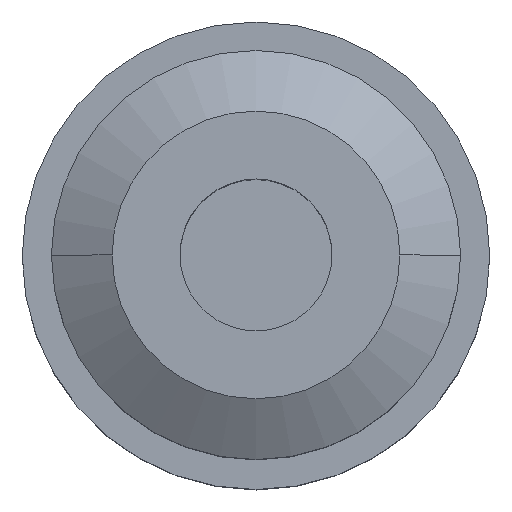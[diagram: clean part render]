
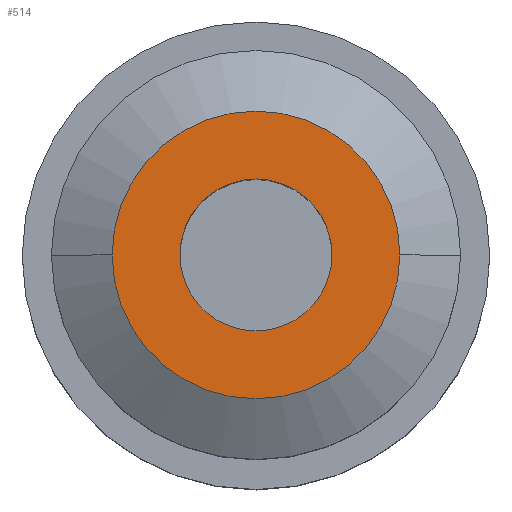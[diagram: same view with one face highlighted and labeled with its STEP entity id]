
A CAD part, top view. The second image highlights one B-rep face of the part: STEP entity #514.
In plain terms, the highlighted planar face has unit normal (0, 0, 1).
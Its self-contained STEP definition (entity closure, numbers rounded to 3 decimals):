
#4 = CARTESIAN_POINT ( 'NONE',  ( -6.5, 0., 60. ) ) ;
#37 = CARTESIAN_POINT ( 'NONE',  ( 0., 12.304, 60. ) ) ;
#112 = AXIS2_PLACEMENT_3D ( 'NONE', #37, #1009, #1504 ) ;
#115 = FACE_OUTER_BOUND ( 'NONE', #785, .T. ) ;
#129 = FACE_BOUND ( 'NONE', #802, .T. ) ;
#167 = CARTESIAN_POINT ( 'NONE',  ( 6.5, 0., 60. ) ) ;
#228 = DIRECTION ( 'NONE',  ( 0., 0., -1. ) ) ;
#342 = ORIENTED_EDGE ( 'NONE', *, *, #1502, .F. ) ;
#346 = CIRCLE ( 'NONE', #1245, 12.304 ) ;
#432 = CIRCLE ( 'NONE', #771, 6.5 ) ;
#454 = CARTESIAN_POINT ( 'NONE',  ( 0., 0., 60. ) ) ;
#470 = DIRECTION ( 'NONE',  ( -1., 0., 0. ) ) ;
#473 = CIRCLE ( 'NONE', #617, 12.304 ) ;
#476 = VERTEX_POINT ( 'NONE', #167 ) ;
#514 = ADVANCED_FACE ( 'NONE', ( #129, #115 ), #1385, .F. ) ;
#540 = DIRECTION ( 'NONE',  ( 0., 0., -1. ) ) ;
#556 = DIRECTION ( 'NONE',  ( -1., 0., 0. ) ) ;
#585 = ORIENTED_EDGE ( 'NONE', *, *, #1042, .T. ) ;
#617 = AXIS2_PLACEMENT_3D ( 'NONE', #668, #540, #1402 ) ;
#633 = EDGE_CURVE ( 'NONE', #1126, #1442, #473, .T. ) ;
#665 = DIRECTION ( 'NONE',  ( 0., 0., -1. ) ) ;
#668 = CARTESIAN_POINT ( 'NONE',  ( 0., 0., 60. ) ) ;
#691 = ORIENTED_EDGE ( 'NONE', *, *, #633, .F. ) ;
#702 = CIRCLE ( 'NONE', #815, 6.5 ) ;
#771 = AXIS2_PLACEMENT_3D ( 'NONE', #948, #228, #1194 ) ;
#785 = EDGE_LOOP ( 'NONE', ( #691, #342 ) ) ;
#802 = EDGE_LOOP ( 'NONE', ( #585, #1043 ) ) ;
#811 = CARTESIAN_POINT ( 'NONE',  ( 12.304, 0., 60. ) ) ;
#815 = AXIS2_PLACEMENT_3D ( 'NONE', #1292, #665, #556 ) ;
#819 = DIRECTION ( 'NONE',  ( 0., 0., -1. ) ) ;
#913 = CARTESIAN_POINT ( 'NONE',  ( -12.304, 0., 60. ) ) ;
#948 = CARTESIAN_POINT ( 'NONE',  ( 0., 0., 60. ) ) ;
#975 = EDGE_CURVE ( 'NONE', #476, #1184, #432, .T. ) ;
#1009 = DIRECTION ( 'NONE',  ( 0., 0., -1. ) ) ;
#1042 = EDGE_CURVE ( 'NONE', #1184, #476, #702, .T. ) ;
#1043 = ORIENTED_EDGE ( 'NONE', *, *, #975, .T. ) ;
#1126 = VERTEX_POINT ( 'NONE', #913 ) ;
#1184 = VERTEX_POINT ( 'NONE', #4 ) ;
#1194 = DIRECTION ( 'NONE',  ( -1., 0., 0. ) ) ;
#1245 = AXIS2_PLACEMENT_3D ( 'NONE', #454, #819, #470 ) ;
#1292 = CARTESIAN_POINT ( 'NONE',  ( 0., 0., 60. ) ) ;
#1385 = PLANE ( 'NONE',  #112 ) ;
#1402 = DIRECTION ( 'NONE',  ( -1., 0., 0. ) ) ;
#1442 = VERTEX_POINT ( 'NONE', #811 ) ;
#1502 = EDGE_CURVE ( 'NONE', #1442, #1126, #346, .T. ) ;
#1504 = DIRECTION ( 'NONE',  ( -1., 0., 0. ) ) ;
